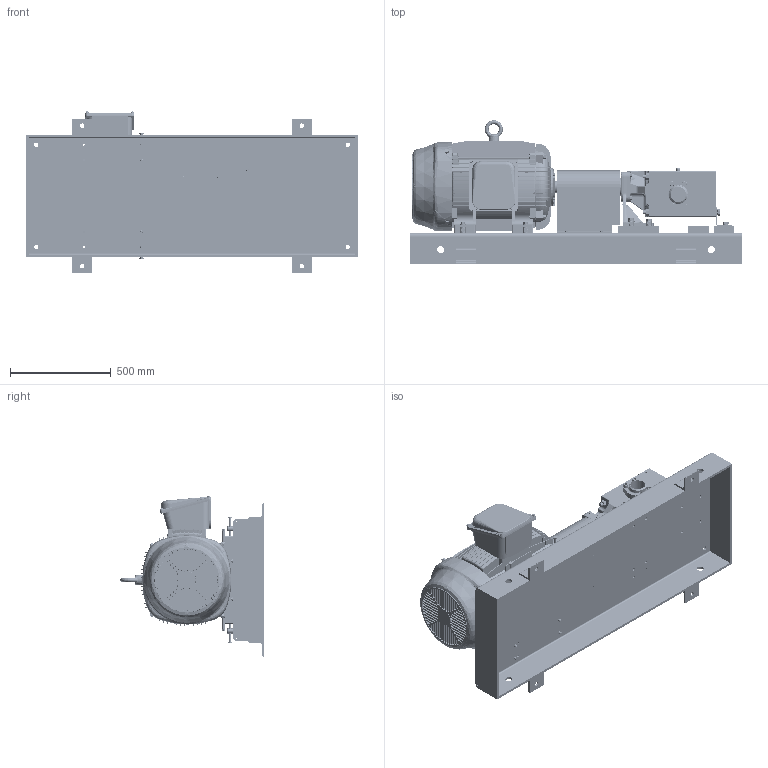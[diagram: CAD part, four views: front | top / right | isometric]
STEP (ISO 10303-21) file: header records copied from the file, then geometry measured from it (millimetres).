
FILE_DESCRIPTION (( 'STEP AP214' ), '1' );
FILE_NAME ('GPV-1440-019-U.STEP', '2016-09-27T19:59:06', ( '' ), ( '' ), 'SwSTEP 2.0', 'SolidWorks 2015', '' );
FILE_SCHEMA (( 'AUTOMOTIVE_DESIGN' ));
Length unit declared in the file: inch
Products named in the file (1): GPV-1440-019-U
Bounding box: 1651 x 713.52 x 801.13 mm (x, y, z)
Volume: 156701617.1 mm3; surface area: 9170801.9 mm2
Topology: 117 solids, 117 shells, 6021 faces, 15188 edges, 9768 vertices
Faces by surface type: plane 3536, cylinder 1151, bspline 650, cone 586, torus 72, sphere 26
Full cylindrical faces by diameter (mm): 3.175 x2, 6.35 x12, 6.528 x6, 7.937 x2, 7.938 x2, 8.731 x4, 9.525 x48, 10.716 x18, 11.139 x2, 11.146 x10, 11.6 x4, 12 x4, 12.7 x44, 13 x4, 13.487 x4, 13.492 x32, 13.894 x4, 14 x6, 14.288 x4, 15 x4, 15.875 x14, 16 x4, 16.5 x1, 16.662 x8, 17.4 x4, 17.45 x4, 17.462 x2, 17.463 x2, 17.526 x6, 19 x9
Entity records: 367639 total; most frequent: CARTESIAN_POINT 152488, ORIENTED_EDGE 28734, DIRECTION 25309, EDGE_CURVE 14367, VERTEX_POINT 9588, AXIS2_PLACEMENT_3D 8445, LINE 8419, VECTOR 8419
